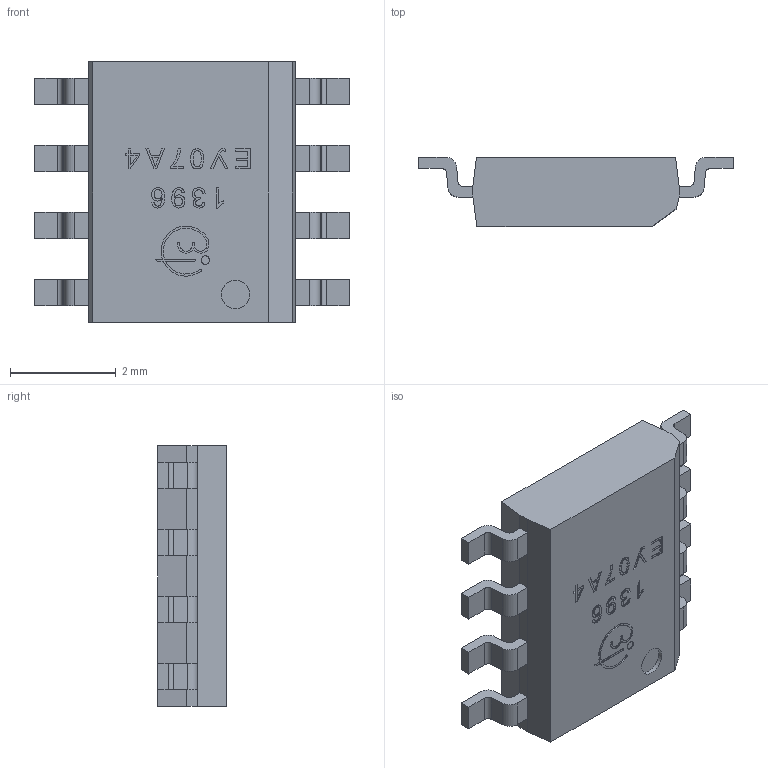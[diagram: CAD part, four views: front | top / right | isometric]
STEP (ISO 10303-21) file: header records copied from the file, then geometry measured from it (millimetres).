
FILE_DESCRIPTION(('STEP AP242'), '1');
FILE_NAME('1396ﾅﾓ07ﾀ4', '', ('UNSPECIFIED'), ('UNSPECIFIED'), 'C3D Converter', 'C3D Toolkit', '');
FILE_SCHEMA(('AP242_MANAGED_MODEL_BASED_3D_ENGINEERING_MIM_LF { 1 0 10303 442 1 1 4 }'));
Length unit declared in the file: millimetre
Bounding box: 5.95 x 1.3 x 4.92 mm (x, y, z)
Volume: 25.3 mm3; surface area: 75.2 mm2
Topology: 1 solids, 1 shells, 344 faces, 972 edges, 648 vertices
Faces by surface type: plane 177, extrusion 119, cylinder 48
Full cylindrical faces by diameter (mm): 0.158 x1, 0.536 x1
Entity records: 14010 total; most frequent: CARTESIAN_POINT 2682, ORIENTED_EDGE 1940, DIRECTION 1398, EDGE_CURVE 970, VECTOR 754, VERTEX_POINT 648, LINE 635, EDGE_LOOP 364
